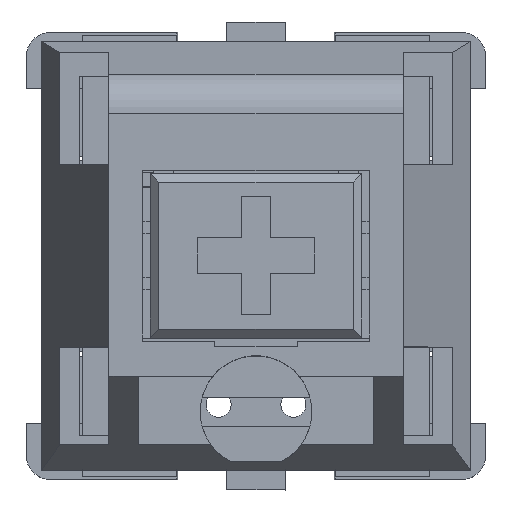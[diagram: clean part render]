
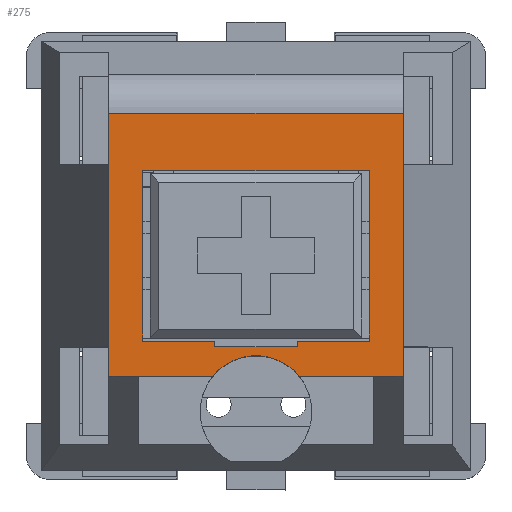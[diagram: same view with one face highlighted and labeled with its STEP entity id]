
A CAD part, top view. The second image highlights one B-rep face of the part: STEP entity #275.
In plain terms, the highlighted planar face has unit normal (0, 0, 1).
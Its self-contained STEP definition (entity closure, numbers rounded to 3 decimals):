
#275=ADVANCED_FACE('',(#1507,#1114),#682,.T.);
#682=PLANE('',#8174);
#1064=CIRCLE('',#8173,1.9);
#1114=FACE_OUTER_BOUND('',#1577,.T.);
#1507=FACE_BOUND('',#1576,.T.);
#1576=EDGE_LOOP('',(#2083,#2084,#2085,#2086,#2087,#2088,#2089,#2090));
#1577=EDGE_LOOP('',(#2091,#2092,#2093,#2094,#2095,#2096,#2097,#2098,#2099,
#2100,#2101,#2102));
#2083=ORIENTED_EDGE('',*,*,#5019,.F.);
#2084=ORIENTED_EDGE('',*,*,#5020,.F.);
#2085=ORIENTED_EDGE('',*,*,#5021,.F.);
#2086=ORIENTED_EDGE('',*,*,#5022,.F.);
#2087=ORIENTED_EDGE('',*,*,#5023,.F.);
#2088=ORIENTED_EDGE('',*,*,#5024,.F.);
#2089=ORIENTED_EDGE('',*,*,#5025,.F.);
#2090=ORIENTED_EDGE('',*,*,#5026,.F.);
#2091=ORIENTED_EDGE('',*,*,#5027,.F.);
#2092=ORIENTED_EDGE('',*,*,#5028,.T.);
#2093=ORIENTED_EDGE('',*,*,#5029,.T.);
#2094=ORIENTED_EDGE('',*,*,#5030,.T.);
#2095=ORIENTED_EDGE('',*,*,#5031,.F.);
#2096=ORIENTED_EDGE('',*,*,#5032,.F.);
#2097=ORIENTED_EDGE('',*,*,#5033,.T.);
#2098=ORIENTED_EDGE('',*,*,#5034,.T.);
#2099=ORIENTED_EDGE('',*,*,#5035,.T.);
#2100=ORIENTED_EDGE('',*,*,#5036,.F.);
#2101=ORIENTED_EDGE('',*,*,#5037,.T.);
#2102=ORIENTED_EDGE('',*,*,#5017,.T.);
#4285=VERTEX_POINT('',#10716);
#4286=VERTEX_POINT('',#10718);
#4287=VERTEX_POINT('',#10722);
#4288=VERTEX_POINT('',#10723);
#4289=VERTEX_POINT('',#10725);
#4290=VERTEX_POINT('',#10727);
#4291=VERTEX_POINT('',#10729);
#4292=VERTEX_POINT('',#10731);
#4293=VERTEX_POINT('',#10733);
#4294=VERTEX_POINT('',#10735);
#4295=VERTEX_POINT('',#10738);
#4296=VERTEX_POINT('',#10740);
#4297=VERTEX_POINT('',#10742);
#4298=VERTEX_POINT('',#10744);
#4299=VERTEX_POINT('',#10746);
#4300=VERTEX_POINT('',#10748);
#4301=VERTEX_POINT('',#10750);
#4302=VERTEX_POINT('',#10752);
#4303=VERTEX_POINT('',#10754);
#4304=VERTEX_POINT('',#10756);
#5017=EDGE_CURVE('',#4286,#4285,#6114,.T.);
#5019=EDGE_CURVE('',#4287,#4288,#6116,.T.);
#5020=EDGE_CURVE('',#4289,#4287,#6117,.T.);
#5021=EDGE_CURVE('',#4290,#4289,#6118,.T.);
#5022=EDGE_CURVE('',#4291,#4290,#6119,.T.);
#5023=EDGE_CURVE('',#4292,#4291,#6120,.T.);
#5024=EDGE_CURVE('',#4293,#4292,#6121,.T.);
#5025=EDGE_CURVE('',#4294,#4293,#6122,.T.);
#5026=EDGE_CURVE('',#4288,#4294,#6123,.T.);
#5027=EDGE_CURVE('',#4295,#4285,#1064,.T.);
#5028=EDGE_CURVE('',#4295,#4296,#6124,.T.);
#5029=EDGE_CURVE('',#4296,#4297,#6125,.T.);
#5030=EDGE_CURVE('',#4297,#4298,#6126,.T.);
#5031=EDGE_CURVE('',#4299,#4298,#6127,.T.);
#5032=EDGE_CURVE('',#4300,#4299,#6128,.T.);
#5033=EDGE_CURVE('',#4300,#4301,#6129,.T.);
#5034=EDGE_CURVE('',#4301,#4302,#6130,.T.);
#5035=EDGE_CURVE('',#4302,#4303,#6131,.T.);
#5036=EDGE_CURVE('',#4304,#4303,#6132,.T.);
#5037=EDGE_CURVE('',#4304,#4286,#6133,.T.);
#6114=LINE('',#10717,#7164);
#6116=LINE('',#10721,#7166);
#6117=LINE('',#10724,#7167);
#6118=LINE('',#10726,#7168);
#6119=LINE('',#10728,#7169);
#6120=LINE('',#10730,#7170);
#6121=LINE('',#10732,#7171);
#6122=LINE('',#10734,#7172);
#6123=LINE('',#10736,#7173);
#6124=LINE('',#10739,#7174);
#6125=LINE('',#10741,#7175);
#6126=LINE('',#10743,#7176);
#6127=LINE('',#10745,#7177);
#6128=LINE('',#10747,#7178);
#6129=LINE('',#10749,#7179);
#6130=LINE('',#10751,#7180);
#6131=LINE('',#10753,#7181);
#6132=LINE('',#10755,#7182);
#6133=LINE('',#10757,#7183);
#7164=VECTOR('',#8697,1.);
#7166=VECTOR('',#8701,1.);
#7167=VECTOR('',#8702,1.);
#7168=VECTOR('',#8703,1.);
#7169=VECTOR('',#8704,1.);
#7170=VECTOR('',#8705,1.);
#7171=VECTOR('',#8706,1.);
#7172=VECTOR('',#8707,1.);
#7173=VECTOR('',#8708,1.);
#7174=VECTOR('',#8711,1.);
#7175=VECTOR('',#8712,1.);
#7176=VECTOR('',#8713,1.);
#7177=VECTOR('',#8714,1.);
#7178=VECTOR('',#8715,1.);
#7179=VECTOR('',#8716,1.);
#7180=VECTOR('',#8717,1.);
#7181=VECTOR('',#8718,1.);
#7182=VECTOR('',#8719,1.);
#7183=VECTOR('',#8720,1.);
#8173=AXIS2_PLACEMENT_3D('',#10737,#8709,#8710);
#8174=AXIS2_PLACEMENT_3D('',#10758,#8721,#8722);
#8697=DIRECTION('',(1.,0.,0.));
#8701=DIRECTION('',(1.,0.,0.));
#8702=DIRECTION('',(0.,-1.,0.));
#8703=DIRECTION('',(-1.,0.,0.));
#8704=DIRECTION('',(0.,1.,0.));
#8705=DIRECTION('',(1.,0.,0.));
#8706=DIRECTION('',(0.,1.,0.));
#8707=DIRECTION('',(1.,0.,0.));
#8708=DIRECTION('',(0.,-1.,0.));
#8709=DIRECTION('',(0.,0.,1.));
#8710=DIRECTION('',(0.,1.,0.));
#8711=DIRECTION('',(1.,0.,0.));
#8712=DIRECTION('',(1.,0.,0.));
#8713=DIRECTION('',(0.,1.,0.));
#8714=DIRECTION('',(0.,-1.,0.));
#8715=DIRECTION('',(0.,-1.,0.));
#8716=DIRECTION('',(-1.,0.,0.));
#8717=DIRECTION('',(0.,-1.,0.));
#8718=DIRECTION('',(0.,-1.,0.));
#8719=DIRECTION('',(0.,1.,0.));
#8720=DIRECTION('',(1.,0.,0.));
#8721=DIRECTION('',(0.,0.,1.));
#8722=DIRECTION('',(1.,0.,0.));
#10716=CARTESIAN_POINT('',(-1.473,-4.1,10.9));
#10717=CARTESIAN_POINT('',(5.,-4.1,10.9));
#10718=CARTESIAN_POINT('',(-4.,-4.1,10.9));
#10721=CARTESIAN_POINT('',(5.,-2.9,10.9));
#10722=CARTESIAN_POINT('',(-3.85,-2.9,10.9));
#10723=CARTESIAN_POINT('',(-1.4,-2.9,10.9));
#10724=CARTESIAN_POINT('',(-3.85,-3.1,10.9));
#10725=CARTESIAN_POINT('',(-3.85,2.9,10.9));
#10726=CARTESIAN_POINT('',(5.,2.9,10.9));
#10727=CARTESIAN_POINT('',(3.85,2.9,10.9));
#10728=CARTESIAN_POINT('',(3.85,-3.1,10.9));
#10729=CARTESIAN_POINT('',(3.85,-2.9,10.9));
#10730=CARTESIAN_POINT('',(5.,-2.9,10.9));
#10731=CARTESIAN_POINT('',(1.4,-2.9,10.9));
#10732=CARTESIAN_POINT('',(1.4,-3.1,10.9));
#10733=CARTESIAN_POINT('',(1.4,-3.1,10.9));
#10734=CARTESIAN_POINT('',(5.,-3.1,10.9));
#10735=CARTESIAN_POINT('',(-1.4,-3.1,10.9));
#10736=CARTESIAN_POINT('',(-1.4,-3.1,10.9));
#10737=CARTESIAN_POINT('',(0.,-5.3,10.9));
#10738=CARTESIAN_POINT('',(1.473,-4.1,10.9));
#10739=CARTESIAN_POINT('',(5.,-4.1,10.9));
#10740=CARTESIAN_POINT('',(4.,-4.1,10.9));
#10741=CARTESIAN_POINT('',(5.,-4.1,10.9));
#10742=CARTESIAN_POINT('',(5.,-4.1,10.9));
#10743=CARTESIAN_POINT('',(5.,6.916,10.9));
#10744=CARTESIAN_POINT('',(5.,-3.1,10.9));
#10745=CARTESIAN_POINT('',(5.,-3.1,10.9));
#10746=CARTESIAN_POINT('',(5.,3.1,10.9));
#10747=CARTESIAN_POINT('',(5.,-3.1,10.9));
#10748=CARTESIAN_POINT('',(5.,4.849,10.9));
#10749=CARTESIAN_POINT('',(5.,4.849,10.9));
#10750=CARTESIAN_POINT('',(-5.,4.849,10.9));
#10751=CARTESIAN_POINT('',(-5.,-3.1,10.9));
#10752=CARTESIAN_POINT('',(-5.,3.1,10.9));
#10753=CARTESIAN_POINT('',(-5.,-3.1,10.9));
#10754=CARTESIAN_POINT('',(-5.,-3.1,10.9));
#10755=CARTESIAN_POINT('',(-5.,6.916,10.9));
#10756=CARTESIAN_POINT('',(-5.,-4.1,10.9));
#10757=CARTESIAN_POINT('',(5.,-4.1,10.9));
#10758=CARTESIAN_POINT('',(5.,-3.1,10.9));
